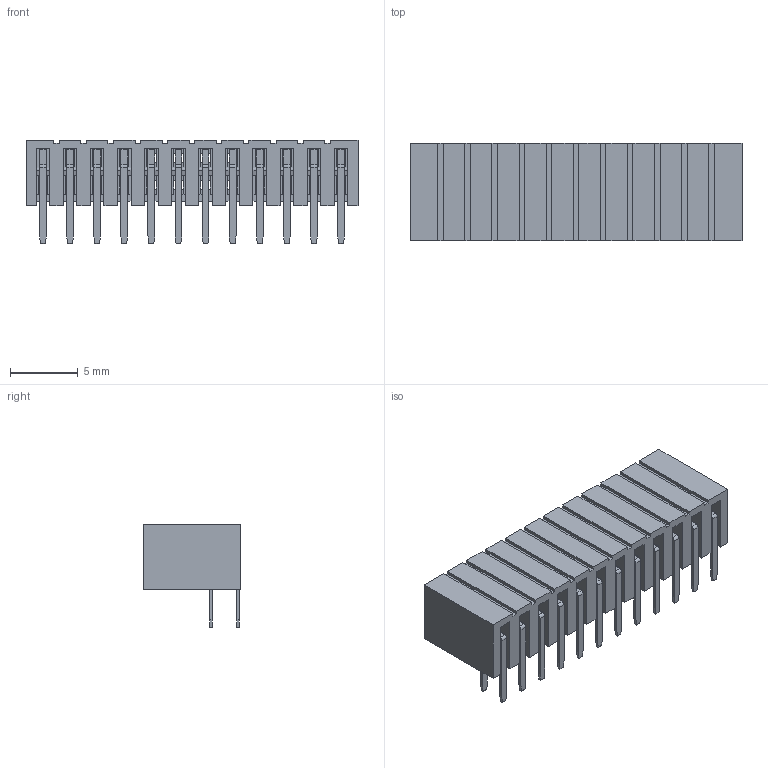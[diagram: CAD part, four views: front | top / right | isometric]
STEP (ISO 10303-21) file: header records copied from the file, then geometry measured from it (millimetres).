
FILE_DESCRIPTION(('STEP AP214'),'1');
FILE_NAME('female_header_a-bl200-da-g24d.stp','2015-03-26T16:02:41',('TraceParts'),('TraceParts S.A.'),'XStep 1.0',' ',' ');
FILE_SCHEMA(('automotive_design'));
Length unit declared in the file: millimetre
Products named in the file (1): 1
Bounding box: 24.5 x 7.2 x 7.65 mm (x, y, z)
Volume: 532.9 mm3; surface area: 1816.1 mm2
Topology: 1 solids, 1 shells, 964 faces, 2976 edges, 1968 vertices
Faces by surface type: plane 892, cylinder 72
Entity records: 65180 total; most frequent: ORIENTED_EDGE 5952, CARTESIAN_POINT 5909, STYLED_ITEM 5908, PRESENTATION_STYLE_ASSIGNMENT 5908, COLOUR_RGB 5908, DIRECTION 5050, EDGE_CURVE 2976, CURVE_STYLE 2976
